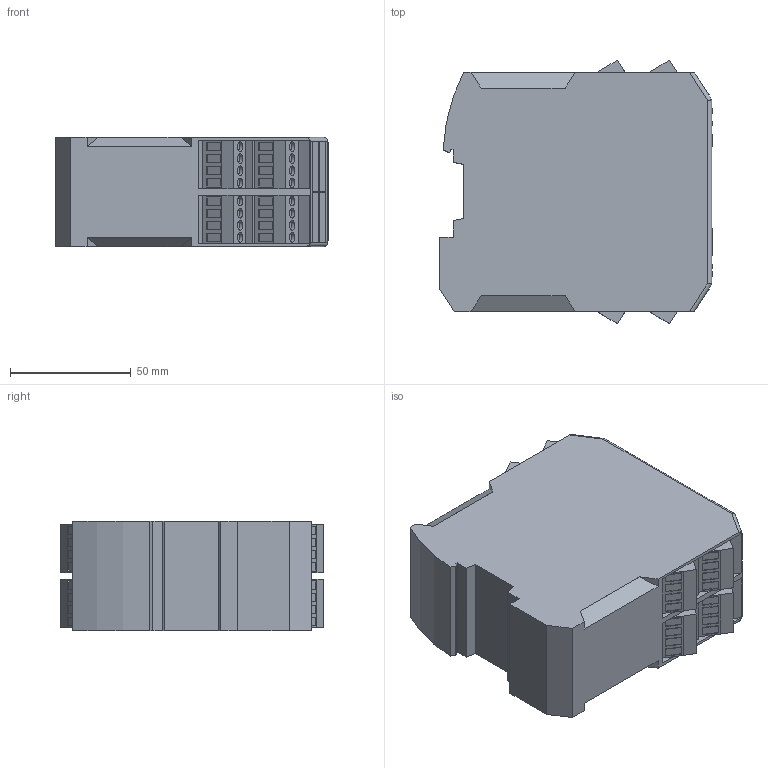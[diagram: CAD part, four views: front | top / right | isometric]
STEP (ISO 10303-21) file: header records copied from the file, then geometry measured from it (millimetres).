
FILE_DESCRIPTION (( 'STEP AP214' ), '1' );
FILE_NAME ('PSC1-E31-12DI-10DIO.STEP', '2025-10-16T15:01:49', ( '' ), ( '' ), 'SwSTEP 2.0', 'SolidWorks 2024', '' );
FILE_SCHEMA (( 'AUTOMOTIVE_DESIGN' ));
Length unit declared in the file: millimetre
Products named in the file (1): PSC1-E31-12DI-10DIO
Bounding box: 112.85 x 109.09 x 45.2 mm (x, y, z)
Volume: 478320.2 mm3; surface area: 46456.2 mm2
Topology: 1 solids, 1 shells, 1120 faces, 2891 edges, 1922 vertices
Faces by surface type: plane 588, bspline 399, cylinder 133
Entity records: 37236 total; most frequent: CARTESIAN_POINT 12355, ORIENTED_EDGE 5782, DIRECTION 3783, EDGE_CURVE 2891, VERTEX_POINT 1922, VECTOR 1831, LINE 1831, EDGE_LOOP 1269
